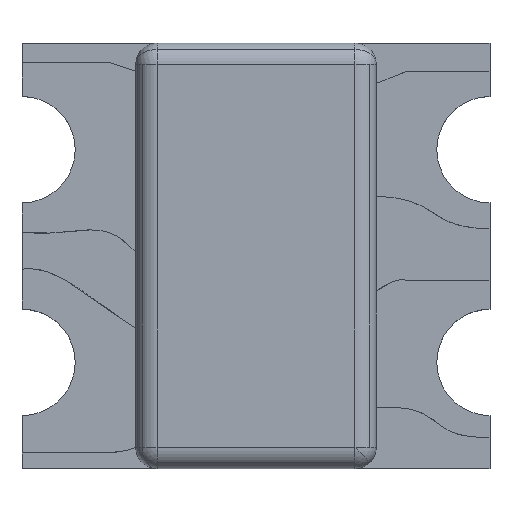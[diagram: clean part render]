
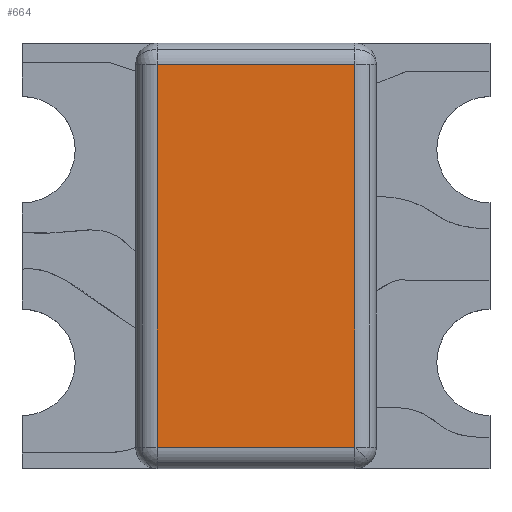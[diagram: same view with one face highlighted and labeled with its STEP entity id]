
A CAD part, top view. The second image highlights one B-rep face of the part: STEP entity #664.
In plain terms, the highlighted planar face has unit normal (0, 0, 1).
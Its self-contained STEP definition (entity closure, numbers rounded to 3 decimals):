
#351=CARTESIAN_POINT('',(1.565,0.1,0.56));
#352=VERTEX_POINT('',#351);
#627=CARTESIAN_POINT('',(1.1,1.,0.56));
#628=DIRECTION('',(0.,0.,1.));
#629=DIRECTION('',(1.,0.,0.));
#630=AXIS2_PLACEMENT_3D('',#627,#628,#629);
#631=PLANE('',#630);
#632=CARTESIAN_POINT('',(1.565,1.9,0.56));
#633=VERTEX_POINT('',#632);
#634=CARTESIAN_POINT('',(1.565,1.9,0.56));
#635=DIRECTION('',(-0.,-1.,-0.));
#636=VECTOR('',#635,1.8);
#637=LINE('',#634,#636);
#638=EDGE_CURVE('',#633,#352,#637,.T.);
#639=ORIENTED_EDGE('',*,*,#638,.F.);
#640=CARTESIAN_POINT('',(0.635,1.9,0.56));
#641=VERTEX_POINT('',#640);
#642=CARTESIAN_POINT('',(0.635,1.9,0.56));
#643=DIRECTION('',(1.,-0.,-0.));
#644=VECTOR('',#643,0.93);
#645=LINE('',#642,#644);
#646=EDGE_CURVE('',#641,#633,#645,.T.);
#647=ORIENTED_EDGE('',*,*,#646,.F.);
#648=CARTESIAN_POINT('',(0.635,0.1,0.56));
#649=VERTEX_POINT('',#648);
#650=CARTESIAN_POINT('',(0.635,0.1,0.56));
#651=DIRECTION('',(-0.,1.,-0.));
#652=VECTOR('',#651,1.8);
#653=LINE('',#650,#652);
#654=EDGE_CURVE('',#649,#641,#653,.T.);
#655=ORIENTED_EDGE('',*,*,#654,.F.);
#656=CARTESIAN_POINT('',(1.565,0.1,0.56));
#657=DIRECTION('',(-1.,-0.,0.));
#658=VECTOR('',#657,0.93);
#659=LINE('',#656,#658);
#660=EDGE_CURVE('',#352,#649,#659,.T.);
#661=ORIENTED_EDGE('',*,*,#660,.F.);
#662=EDGE_LOOP('',(#639,#647,#655,#661));
#663=FACE_BOUND('',#662,.T.);
#664=ADVANCED_FACE('',(#663),#631,.T.);
